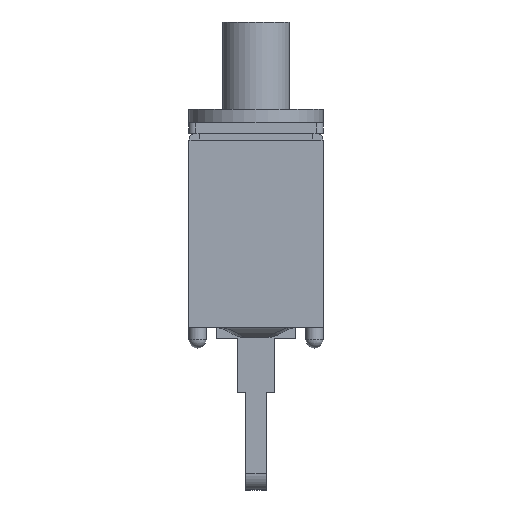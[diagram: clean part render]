
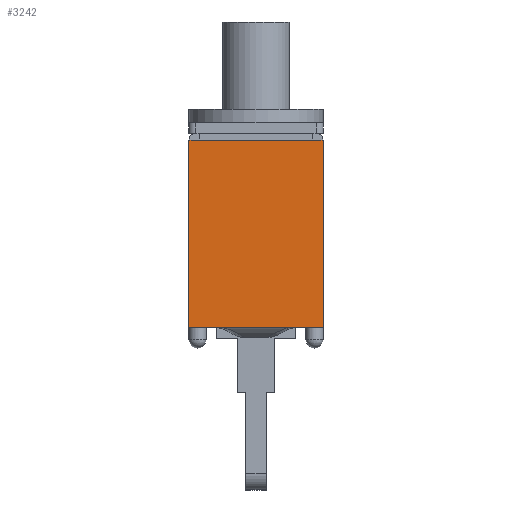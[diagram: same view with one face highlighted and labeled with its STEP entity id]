
A CAD part, left-side view. The second image highlights one B-rep face of the part: STEP entity #3242.
In plain terms, the highlighted planar face has unit normal (-1, 0, 0).
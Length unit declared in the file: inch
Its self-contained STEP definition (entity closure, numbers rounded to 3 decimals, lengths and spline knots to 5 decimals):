
#196=PLANE('',#3493);
#367=FACE_OUTER_BOUND('',#546,.T.);
#546=EDGE_LOOP('',(#3030,#3031,#3032,#3033,#3034,#3035,#3036,#3037));
#749=LINE('',#5409,#1112);
#813=LINE('',#5540,#1176);
#820=LINE('',#5553,#1183);
#841=LINE('',#5635,#1204);
#842=LINE('',#5638,#1205);
#851=LINE('',#5654,#1214);
#900=LINE('',#5745,#1263);
#910=LINE('',#5767,#1273);
#1112=VECTOR('',#3976,0.3937);
#1176=VECTOR('',#4094,0.3937);
#1183=VECTOR('',#4103,0.3937);
#1204=VECTOR('',#4188,0.3937);
#1205=VECTOR('',#4191,0.3937);
#1214=VECTOR('',#4204,0.3937);
#1263=VECTOR('',#4291,0.3937);
#1273=VECTOR('',#4319,0.3937);
#1531=VERTEX_POINT('',#5387);
#1535=VERTEX_POINT('',#5398);
#1577=VERTEX_POINT('',#5539);
#1582=VERTEX_POINT('',#5551);
#1599=VERTEX_POINT('',#5599);
#1608=VERTEX_POINT('',#5623);
#1611=VERTEX_POINT('',#5633);
#1612=VERTEX_POINT('',#5637);
#1927=EDGE_CURVE('',#1535,#1531,#749,.T.);
#1995=EDGE_CURVE('',#1577,#1535,#813,.T.);
#2002=EDGE_CURVE('',#1531,#1582,#820,.T.);
#2041=EDGE_CURVE('',#1611,#1599,#841,.T.);
#2042=EDGE_CURVE('',#1608,#1612,#842,.T.);
#2051=EDGE_CURVE('',#1599,#1608,#851,.T.);
#2100=EDGE_CURVE('',#1611,#1577,#900,.T.);
#2110=EDGE_CURVE('',#1612,#1582,#910,.T.);
#3030=ORIENTED_EDGE('',*,*,#1995,.T.);
#3031=ORIENTED_EDGE('',*,*,#1927,.T.);
#3032=ORIENTED_EDGE('',*,*,#2002,.T.);
#3033=ORIENTED_EDGE('',*,*,#2110,.F.);
#3034=ORIENTED_EDGE('',*,*,#2042,.F.);
#3035=ORIENTED_EDGE('',*,*,#2051,.F.);
#3036=ORIENTED_EDGE('',*,*,#2041,.F.);
#3037=ORIENTED_EDGE('',*,*,#2100,.T.);
#3242=ADVANCED_FACE('',(#367),#196,.T.);
#3493=AXIS2_PLACEMENT_3D('',#5766,#4317,#4318);
#3976=DIRECTION('',(0.,1.,0.));
#4094=DIRECTION('',(0.,1.,0.));
#4103=DIRECTION('',(0.,1.,0.));
#4188=DIRECTION('',(0.,1.,0.));
#4191=DIRECTION('',(0.,1.,0.));
#4204=DIRECTION('',(0.,1.,0.));
#4291=DIRECTION('',(0.,0.,1.));
#4317=DIRECTION('center_axis',(-1.,0.,0.));
#4318=DIRECTION('ref_axis',(0.,0.,1.));
#4319=DIRECTION('',(0.,0.,1.));
#5387=CARTESIAN_POINT('',(-0.16004,0.08425,0.27874));
#5398=CARTESIAN_POINT('',(-0.16004,-0.08425,0.27874));
#5409=CARTESIAN_POINT('',(-0.16004,-0.1,0.27874));
#5539=CARTESIAN_POINT('',(-0.16004,-0.1,0.27874));
#5540=CARTESIAN_POINT('',(-0.16004,-0.1,0.27874));
#5551=CARTESIAN_POINT('',(-0.16004,0.1,0.27874));
#5553=CARTESIAN_POINT('',(-0.16004,-0.1,0.27874));
#5599=CARTESIAN_POINT('',(-0.16004,-0.0872,0.));
#5623=CARTESIAN_POINT('',(-0.16004,0.0872,0.));
#5633=CARTESIAN_POINT('',(-0.16004,-0.1,0.));
#5635=CARTESIAN_POINT('',(-0.16004,-0.1,0.));
#5637=CARTESIAN_POINT('',(-0.16004,0.1,0.));
#5638=CARTESIAN_POINT('',(-0.16004,-0.1,0.));
#5654=CARTESIAN_POINT('',(-0.16004,-0.1,0.));
#5745=CARTESIAN_POINT('',(-0.16004,-0.1,0.));
#5766=CARTESIAN_POINT('Origin',(-0.16004,-0.1,0.));
#5767=CARTESIAN_POINT('',(-0.16004,0.1,0.));
